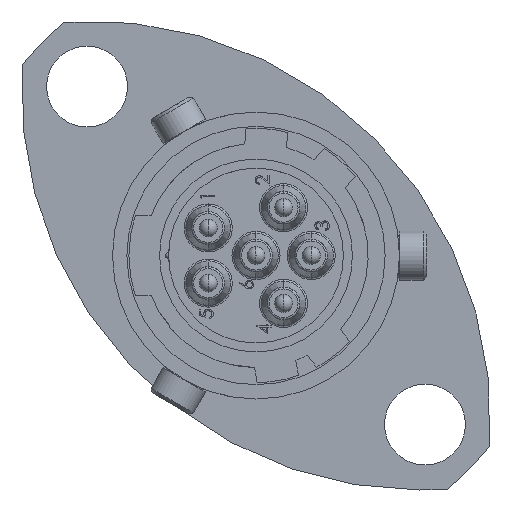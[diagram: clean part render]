
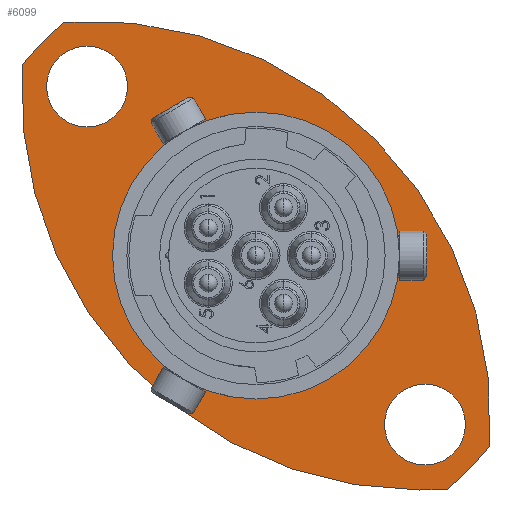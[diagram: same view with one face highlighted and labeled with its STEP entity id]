
A CAD part, left-side view. The second image highlights one B-rep face of the part: STEP entity #6099.
In plain terms, the highlighted planar face has unit normal (-1, 0, 0).
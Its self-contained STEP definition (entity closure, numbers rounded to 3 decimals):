
#310 = EDGE_CURVE ( 'NONE', #36048, #11914, #39191, .T. ) ;
#337 = ORIENTED_EDGE ( 'NONE', *, *, #18781, .T. ) ;
#1631 = AXIS2_PLACEMENT_3D ( 'NONE', #16822, #39381, #20025 ) ;
#2151 = EDGE_CURVE ( 'NONE', #10779, #39815, #23042, .T. ) ;
#2270 = EDGE_CURVE ( 'NONE', #39747, #39815, #38126, .T. ) ;
#2604 = CARTESIAN_POINT ( 'NONE',  ( 11.26, 0., -5.945 ) ) ;
#2618 = DIRECTION ( 'NONE',  ( 0., 0., -1. ) ) ;
#2903 = EDGE_LOOP ( 'NONE', ( #3457, #18138, #27266, #41919, #26295 ) ) ;
#3457 = ORIENTED_EDGE ( 'NONE', *, *, #2151, .F. ) ;
#3641 = EDGE_CURVE ( 'NONE', #10779, #24400, #13705, .T. ) ;
#3975 = VERTEX_POINT ( 'NONE', #38875 ) ;
#3995 = FACE_BOUND ( 'NONE', #31633, .T. ) ;
#4299 = CIRCLE ( 'NONE', #7560, 5.945 ) ;
#5347 = CARTESIAN_POINT ( 'NONE',  ( 11.26, -6.788, 6.788 ) ) ;
#5365 = AXIS2_PLACEMENT_3D ( 'NONE', #17181, #39748, #20380 ) ;
#5415 = ORIENTED_EDGE ( 'NONE', *, *, #7661, .T. ) ;
#5711 = CIRCLE ( 'NONE', #14652, 16.5 ) ;
#5843 = AXIS2_PLACEMENT_3D ( 'NONE', #32224, #12881, #35462 ) ;
#6099 = ADVANCED_FACE ( 'NONE', ( #3995, #29744, #37289, #12554 ), #38428, .F. ) ;
#7560 = AXIS2_PLACEMENT_3D ( 'NONE', #27008, #7649, #30229 ) ;
#7649 = DIRECTION ( 'NONE',  ( -1., 0., 0. ) ) ;
#7661 = EDGE_CURVE ( 'NONE', #11914, #36048, #28423, .T. ) ;
#8561 = DIRECTION ( 'NONE',  ( 0., 0., -1. ) ) ;
#9613 = CIRCLE ( 'NONE', #24117, 1.675 ) ;
#9754 = AXIS2_PLACEMENT_3D ( 'NONE', #35975, #16669, #39220 ) ;
#10294 = DIRECTION ( 'NONE',  ( 1., 0., 0. ) ) ;
#10779 = VERTEX_POINT ( 'NONE', #32535 ) ;
#11914 = VERTEX_POINT ( 'NONE', #16341 ) ;
#12142 = AXIS2_PLACEMENT_3D ( 'NONE', #29648, #10294, #32895 ) ;
#12396 = EDGE_LOOP ( 'NONE', ( #18527, #5415 ) ) ;
#12554 = FACE_OUTER_BOUND ( 'NONE', #2903, .T. ) ;
#12758 = CARTESIAN_POINT ( 'NONE',  ( 11.26, 5.945, 0. ) ) ;
#12881 = DIRECTION ( 'NONE',  ( 1., 0., 0. ) ) ;
#13705 = CIRCLE ( 'NONE', #1631, 12.5 ) ;
#14652 = AXIS2_PLACEMENT_3D ( 'NONE', #5347, #27907, #8561 ) ;
#14877 = CARTESIAN_POINT ( 'NONE',  ( 11.26, 0., 0. ) ) ;
#15037 = ORIENTED_EDGE ( 'NONE', *, *, #35842, .F. ) ;
#16007 = DIRECTION ( 'NONE',  ( 0., 0., -1. ) ) ;
#16341 = CARTESIAN_POINT ( 'NONE',  ( 11.26, 7., 8.675 ) ) ;
#16669 = DIRECTION ( 'NONE',  ( 1., 0., 0. ) ) ;
#16822 = CARTESIAN_POINT ( 'NONE',  ( 11.26, 0., 0. ) ) ;
#17181 = CARTESIAN_POINT ( 'NONE',  ( 11.26, 6.788, -6.788 ) ) ;
#17362 = CIRCLE ( 'NONE', #9754, 1.675 ) ;
#17371 = VERTEX_POINT ( 'NONE', #40491 ) ;
#18058 = DIRECTION ( 'NONE',  ( -1., 0., 0. ) ) ;
#18107 = VERTEX_POINT ( 'NONE', #38141 ) ;
#18138 = ORIENTED_EDGE ( 'NONE', *, *, #3641, .T. ) ;
#18163 = DIRECTION ( 'NONE',  ( 0., 0., 1. ) ) ;
#18527 = ORIENTED_EDGE ( 'NONE', *, *, #310, .T. ) ;
#18781 = EDGE_CURVE ( 'NONE', #3975, #18107, #17362, .T. ) ;
#18848 = CARTESIAN_POINT ( 'NONE',  ( 11.26, -7., -7. ) ) ;
#19095 = EDGE_CURVE ( 'NONE', #17371, #24400, #5711, .T. ) ;
#20025 = DIRECTION ( 'NONE',  ( 0., 0., 1. ) ) ;
#20380 = DIRECTION ( 'NONE',  ( 0., 0., -1. ) ) ;
#20635 = CIRCLE ( 'NONE', #41648, 5.945 ) ;
#22098 = DIRECTION ( 'NONE',  ( 0., 0., -1. ) ) ;
#22268 = EDGE_CURVE ( 'NONE', #40741, #38170, #20635, .T. ) ;
#22728 = CARTESIAN_POINT ( 'NONE',  ( 11.26, -7.917, -9.673 ) ) ;
#23042 = CIRCLE ( 'NONE', #5365, 16.5 ) ;
#23407 = EDGE_LOOP ( 'NONE', ( #15037, #39293 ) ) ;
#24117 = AXIS2_PLACEMENT_3D ( 'NONE', #18848, #41457, #22098 ) ;
#24349 = CARTESIAN_POINT ( 'NONE',  ( 11.26, 0., 5.945 ) ) ;
#24400 = VERTEX_POINT ( 'NONE', #25482 ) ;
#25482 = CARTESIAN_POINT ( 'NONE',  ( 11.26, 9.673, 7.917 ) ) ;
#26136 = AXIS2_PLACEMENT_3D ( 'NONE', #12758, #35350, #16007 ) ;
#26216 = AXIS2_PLACEMENT_3D ( 'NONE', #14877, #37458, #18163 ) ;
#26295 = ORIENTED_EDGE ( 'NONE', *, *, #2270, .T. ) ;
#27008 = CARTESIAN_POINT ( 'NONE',  ( 11.26, 0., 0. ) ) ;
#27266 = ORIENTED_EDGE ( 'NONE', *, *, #19095, .F. ) ;
#27907 = DIRECTION ( 'NONE',  ( 1., 0., 0. ) ) ;
#28021 = DIRECTION ( 'NONE',  ( 1., 0., 0. ) ) ;
#28423 = CIRCLE ( 'NONE', #12142, 1.675 ) ;
#28437 = CARTESIAN_POINT ( 'NONE',  ( 11.26, 7., 7. ) ) ;
#29175 = ORIENTED_EDGE ( 'NONE', *, *, #37055, .T. ) ;
#29648 = CARTESIAN_POINT ( 'NONE',  ( 11.26, 7., 7. ) ) ;
#29744 = FACE_BOUND ( 'NONE', #12396, .T. ) ;
#30229 = DIRECTION ( 'NONE',  ( 0., 0., 1. ) ) ;
#31633 = EDGE_LOOP ( 'NONE', ( #29175, #337 ) ) ;
#32224 = CARTESIAN_POINT ( 'NONE',  ( 11.26, -6.788, 6.788 ) ) ;
#32535 = CARTESIAN_POINT ( 'NONE',  ( 11.26, 7.917, 9.673 ) ) ;
#32895 = DIRECTION ( 'NONE',  ( 0., 0., -1. ) ) ;
#35350 = DIRECTION ( 'NONE',  ( 1., 0., 0. ) ) ;
#35462 = DIRECTION ( 'NONE',  ( 0., 0., -1. ) ) ;
#35842 = EDGE_CURVE ( 'NONE', #38170, #40741, #4299, .T. ) ;
#35975 = CARTESIAN_POINT ( 'NONE',  ( 11.26, -7., -7. ) ) ;
#36048 = VERTEX_POINT ( 'NONE', #37508 ) ;
#36087 = CIRCLE ( 'NONE', #5843, 16.5 ) ;
#37055 = EDGE_CURVE ( 'NONE', #18107, #3975, #9613, .T. ) ;
#37289 = FACE_BOUND ( 'NONE', #23407, .T. ) ;
#37366 = CARTESIAN_POINT ( 'NONE',  ( 11.26, 0., 0. ) ) ;
#37458 = DIRECTION ( 'NONE',  ( -1., 0., 0. ) ) ;
#37508 = CARTESIAN_POINT ( 'NONE',  ( 11.26, 7., 5.325 ) ) ;
#38126 = CIRCLE ( 'NONE', #26216, 12.5 ) ;
#38141 = CARTESIAN_POINT ( 'NONE',  ( 11.26, -7., -8.675 ) ) ;
#38170 = VERTEX_POINT ( 'NONE', #24349 ) ;
#38428 = PLANE ( 'NONE',  #26136 ) ;
#38430 = EDGE_CURVE ( 'NONE', #39747, #17371, #36087, .T. ) ;
#38875 = CARTESIAN_POINT ( 'NONE',  ( 11.26, -7., -5.325 ) ) ;
#39051 = AXIS2_PLACEMENT_3D ( 'NONE', #28437, #28021, #2618 ) ;
#39191 = CIRCLE ( 'NONE', #39051, 1.675 ) ;
#39213 = CARTESIAN_POINT ( 'NONE',  ( 11.26, -9.673, -7.917 ) ) ;
#39220 = DIRECTION ( 'NONE',  ( 0., 0., -1. ) ) ;
#39293 = ORIENTED_EDGE ( 'NONE', *, *, #22268, .F. ) ;
#39381 = DIRECTION ( 'NONE',  ( -1., 0., 0. ) ) ;
#39747 = VERTEX_POINT ( 'NONE', #22728 ) ;
#39748 = DIRECTION ( 'NONE',  ( 1., 0., 0. ) ) ;
#39815 = VERTEX_POINT ( 'NONE', #39213 ) ;
#40491 = CARTESIAN_POINT ( 'NONE',  ( 11.26, -6.788, -9.712 ) ) ;
#40632 = DIRECTION ( 'NONE',  ( 0., 0., 1. ) ) ;
#40741 = VERTEX_POINT ( 'NONE', #2604 ) ;
#41457 = DIRECTION ( 'NONE',  ( 1., 0., 0. ) ) ;
#41648 = AXIS2_PLACEMENT_3D ( 'NONE', #37366, #18058, #40632 ) ;
#41919 = ORIENTED_EDGE ( 'NONE', *, *, #38430, .F. ) ;
